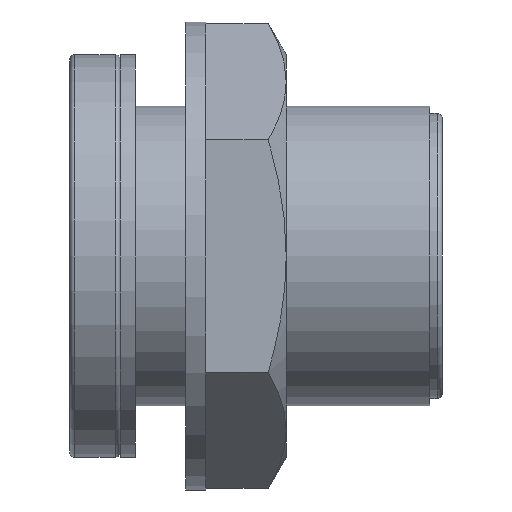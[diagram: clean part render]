
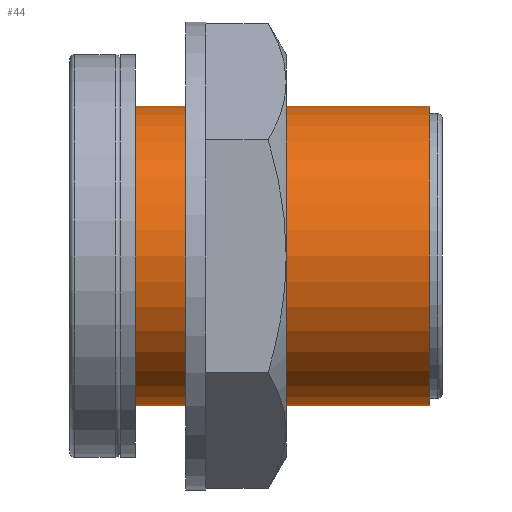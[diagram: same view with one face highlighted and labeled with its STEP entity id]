
A CAD part, left-side view. The second image highlights one B-rep face of the part: STEP entity #44.
In plain terms, the highlighted cylindrical face has radius 29.807 mm (diameter 59.614 mm), a partial arc.
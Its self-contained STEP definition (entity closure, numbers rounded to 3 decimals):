
#11 = DIRECTION ( 'NONE',  ( 0., -1., 0. ) ) ;
#12 = CARTESIAN_POINT ( 'NONE',  ( 0., 61.5, 0. ) ) ;
#14 = DIRECTION ( 'NONE',  ( 0., 0., 1. ) ) ;
#21 = ORIENTED_EDGE ( 'NONE', *, *, #159, .T. ) ;
#24 = ORIENTED_EDGE ( 'NONE', *, *, #651, .T. ) ;
#25 = EDGE_LOOP ( 'NONE', ( #41, #43, #21, #24 ) ) ;
#41 = ORIENTED_EDGE ( 'NONE', *, *, #155, .F. ) ;
#42 = EDGE_CURVE ( 'NONE', #231, #178, #780, .T. ) ;
#43 = ORIENTED_EDGE ( 'NONE', *, *, #42, .T. ) ;
#44 = ADVANCED_FACE ( 'NONE', ( #776 ), #808, .T. ) ;
#155 = EDGE_CURVE ( 'NONE', #231, #735, #1178, .T. ) ;
#159 = EDGE_CURVE ( 'NONE', #178, #650, #1168, .T. ) ;
#178 = VERTEX_POINT ( 'NONE', #1263 ) ;
#231 = VERTEX_POINT ( 'NONE', #1436 ) ;
#650 = VERTEX_POINT ( 'NONE', #2839 ) ;
#651 = EDGE_CURVE ( 'NONE', #650, #735, #2838, .T. ) ;
#735 = VERTEX_POINT ( 'NONE', #3046 ) ;
#776 = FACE_OUTER_BOUND ( 'NONE', #25, .T. ) ;
#777 = DIRECTION ( 'NONE',  ( 0., 0., 1. ) ) ;
#778 = DIRECTION ( 'NONE',  ( 0., 1., 0. ) ) ;
#779 = AXIS2_PLACEMENT_3D ( 'NONE', #786, #778, #777 ) ;
#780 = CIRCLE ( 'NONE', #779, 29.807 ) ;
#786 = CARTESIAN_POINT ( 'NONE',  ( 0., 2.5, 0. ) ) ;
#805 = DIRECTION ( 'NONE',  ( 0., 0., 1. ) ) ;
#806 = DIRECTION ( 'NONE',  ( 0., 1., 0. ) ) ;
#807 = AXIS2_PLACEMENT_3D ( 'NONE', #811, #806, #805 ) ;
#808 = CYLINDRICAL_SURFACE ( 'NONE', #807, 29.807 ) ;
#811 = CARTESIAN_POINT ( 'NONE',  ( 0., 0., 0. ) ) ;
#1165 = DIRECTION ( 'NONE',  ( 0., 1., 0. ) ) ;
#1166 = VECTOR ( 'NONE', #1165, 1000. ) ;
#1167 = CARTESIAN_POINT ( 'NONE',  ( 0., 0., 29.807 ) ) ;
#1168 = LINE ( 'NONE', #1167, #1166 ) ;
#1175 = DIRECTION ( 'NONE',  ( 0., 1., 0. ) ) ;
#1176 = VECTOR ( 'NONE', #1175, 1000. ) ;
#1177 = CARTESIAN_POINT ( 'NONE',  ( 0., 0., -29.807 ) ) ;
#1178 = LINE ( 'NONE', #1177, #1176 ) ;
#1263 = CARTESIAN_POINT ( 'NONE',  ( 0., 2.5, 29.807 ) ) ;
#1436 = CARTESIAN_POINT ( 'NONE',  ( 0., 2.5, -29.807 ) ) ;
#2837 = AXIS2_PLACEMENT_3D ( 'NONE', #12, #11, #14 ) ;
#2838 = CIRCLE ( 'NONE', #2837, 29.807 ) ;
#2839 = CARTESIAN_POINT ( 'NONE',  ( 0., 61.5, 29.807 ) ) ;
#3046 = CARTESIAN_POINT ( 'NONE',  ( 0., 61.5, -29.807 ) ) ;
